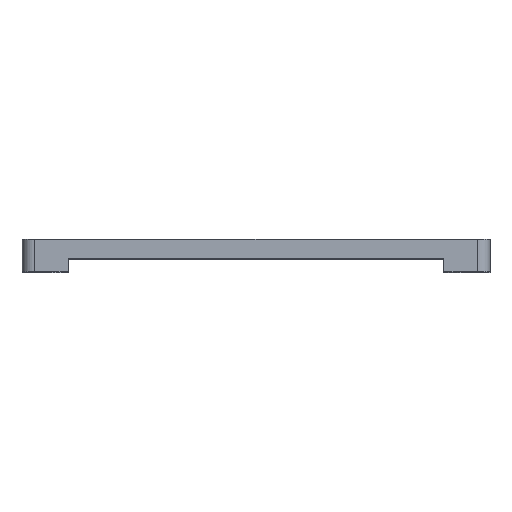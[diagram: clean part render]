
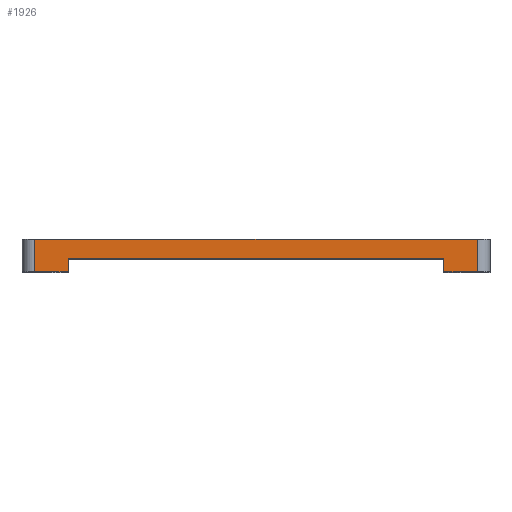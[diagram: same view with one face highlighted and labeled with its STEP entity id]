
A CAD part, top view. The second image highlights one B-rep face of the part: STEP entity #1926.
In plain terms, the highlighted planar face has unit normal (0, 0, 1).
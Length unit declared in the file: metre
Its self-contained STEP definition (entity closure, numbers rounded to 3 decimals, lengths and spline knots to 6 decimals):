
#287=ORIENTED_EDGE('',*,*,#771,.T.);
#288=ORIENTED_EDGE('',*,*,#810,.F.);
#289=ORIENTED_EDGE('',*,*,#811,.F.);
#290=ORIENTED_EDGE('',*,*,#812,.T.);
#291=ORIENTED_EDGE('',*,*,#813,.T.);
#292=ORIENTED_EDGE('',*,*,#673,.F.);
#293=ORIENTED_EDGE('',*,*,#814,.F.);
#294=ORIENTED_EDGE('',*,*,#815,.T.);
#295=ORIENTED_EDGE('',*,*,#776,.T.);
#296=ORIENTED_EDGE('',*,*,#775,.T.);
#673=EDGE_CURVE('',#951,#952,#1141,.T.);
#771=EDGE_CURVE('',#1050,#1049,#1218,.T.);
#775=EDGE_CURVE('',#1051,#1050,#1221,.T.);
#776=EDGE_CURVE('',#1052,#1051,#1222,.T.);
#810=EDGE_CURVE('',#1059,#1049,#1251,.T.);
#811=EDGE_CURVE('',#1060,#1059,#1252,.T.);
#812=EDGE_CURVE('',#1060,#1061,#1253,.T.);
#813=EDGE_CURVE('',#1061,#952,#1254,.T.);
#814=EDGE_CURVE('',#1062,#951,#1255,.T.);
#815=EDGE_CURVE('',#1062,#1052,#1256,.T.);
#951=VERTEX_POINT('',#2740);
#952=VERTEX_POINT('',#2742);
#1049=VERTEX_POINT('',#2937);
#1050=VERTEX_POINT('',#2939);
#1051=VERTEX_POINT('',#2946);
#1052=VERTEX_POINT('',#2948);
#1059=VERTEX_POINT('',#3007);
#1060=VERTEX_POINT('',#3009);
#1061=VERTEX_POINT('',#3011);
#1062=VERTEX_POINT('',#3014);
#1141=LINE('',#2741,#1382);
#1218=LINE('',#2938,#1459);
#1221=LINE('',#2945,#1462);
#1222=LINE('',#2947,#1463);
#1251=LINE('',#3006,#1492);
#1252=LINE('',#3008,#1493);
#1253=LINE('',#3010,#1494);
#1254=LINE('',#3012,#1495);
#1255=LINE('',#3013,#1496);
#1256=LINE('',#3015,#1497);
#1382=VECTOR('',#2193,1.);
#1459=VECTOR('',#2314,1.);
#1462=VECTOR('',#2323,1.);
#1463=VECTOR('',#2324,1.);
#1492=VECTOR('',#2399,1.);
#1493=VECTOR('',#2400,1.);
#1494=VECTOR('',#2401,1.);
#1495=VECTOR('',#2402,1.);
#1496=VECTOR('',#2403,1.);
#1497=VECTOR('',#2404,1.);
#1628=EDGE_LOOP('',(#287,#288,#289,#290,#291,#292,#293,#294,#295,#296));
#1757=FACE_BOUND('',#1628,.T.);
#1847=PLANE('',#2058);
#1926=ADVANCED_FACE('',(#1757),#1847,.F.);
#2058=AXIS2_PLACEMENT_3D('',#3005,#2397,#2398);
#2193=DIRECTION('',(-1.,0.,0.));
#2314=DIRECTION('',(-1.,0.,0.));
#2323=DIRECTION('',(0.,1.,0.));
#2324=DIRECTION('',(0.,1.,0.));
#2397=DIRECTION('',(0.,0.,-1.));
#2398=DIRECTION('',(0.,1.,0.));
#2399=DIRECTION('',(0.,1.,0.));
#2400=DIRECTION('',(0.,1.,0.));
#2401=DIRECTION('',(1.,0.,0.));
#2402=DIRECTION('',(0.,1.,0.));
#2403=DIRECTION('',(0.,1.,0.));
#2404=DIRECTION('',(1.,0.,0.));
#2740=CARTESIAN_POINT('',(0.029638,0.003693,0.050006));
#2741=CARTESIAN_POINT('',(0.,0.003693,0.050006));
#2742=CARTESIAN_POINT('',(-0.029638,0.003693,0.050006));
#2937=CARTESIAN_POINT('',(-0.034909,0.006693,0.050006));
#2938=CARTESIAN_POINT('',(0.,0.006693,0.050006));
#2939=CARTESIAN_POINT('',(0.034909,0.006693,0.050006));
#2945=CARTESIAN_POINT('',(0.034909,0.003693,0.050006));
#2946=CARTESIAN_POINT('',(0.034909,0.003693,0.050006));
#2947=CARTESIAN_POINT('',(0.034909,0.001598,0.050006));
#2948=CARTESIAN_POINT('',(0.034909,0.0016,0.050006));
#3005=CARTESIAN_POINT('',(0.,0.003693,0.050006));
#3006=CARTESIAN_POINT('',(-0.034909,0.003693,0.050006));
#3007=CARTESIAN_POINT('',(-0.034909,0.003693,0.050006));
#3008=CARTESIAN_POINT('',(-0.034909,0.001598,0.050006));
#3009=CARTESIAN_POINT('',(-0.034909,0.0016,0.050006));
#3010=CARTESIAN_POINT('',(0.,0.0016,0.050006));
#3011=CARTESIAN_POINT('',(-0.029638,0.0016,0.050006));
#3012=CARTESIAN_POINT('',(-0.029638,0.001598,0.050006));
#3013=CARTESIAN_POINT('',(0.029638,0.001598,0.050006));
#3014=CARTESIAN_POINT('',(0.029638,0.0016,0.050006));
#3015=CARTESIAN_POINT('',(0.,0.0016,0.050006));
